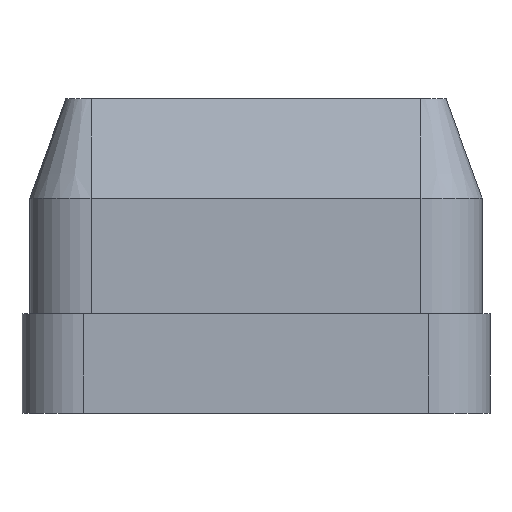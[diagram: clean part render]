
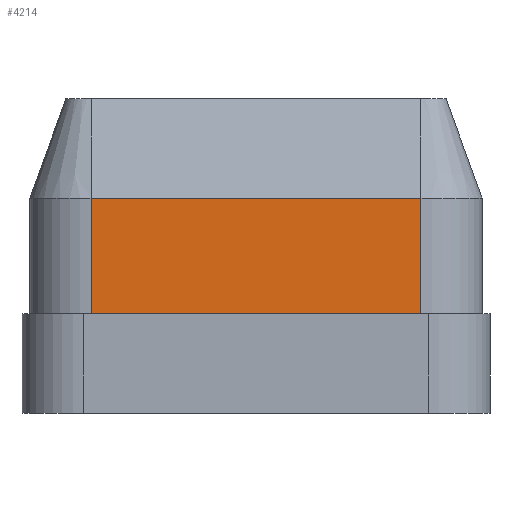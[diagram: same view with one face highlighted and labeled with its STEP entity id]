
A CAD part, front view. The second image highlights one B-rep face of the part: STEP entity #4214.
In plain terms, the highlighted planar face has unit normal (0, -1, 0).
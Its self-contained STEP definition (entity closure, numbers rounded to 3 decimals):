
#119 = VERTEX_POINT ( 'NONE', #4900 ) ;
#135 = CARTESIAN_POINT ( 'NONE',  ( -29.5, -72.5, 28. ) ) ;
#378 = VECTOR ( 'NONE', #4087, 1000. ) ;
#456 = VECTOR ( 'NONE', #2684, 1000. ) ;
#521 = DIRECTION ( 'NONE',  ( 1., 0., 0. ) ) ;
#880 = VERTEX_POINT ( 'NONE', #3476 ) ;
#925 = PLANE ( 'NONE',  #1750 ) ;
#976 = VECTOR ( 'NONE', #521, 1000. ) ;
#1136 = ORIENTED_EDGE ( 'NONE', *, *, #2555, .T. ) ;
#1250 = LINE ( 'NONE', #5018, #456 ) ;
#1360 = ORIENTED_EDGE ( 'NONE', *, *, #3082, .T. ) ;
#1418 = LINE ( 'NONE', #4857, #378 ) ;
#1492 = CARTESIAN_POINT ( 'NONE',  ( 21.5, -72.5, 28. ) ) ;
#1747 = DIRECTION ( 'NONE',  ( 0., 0., 1. ) ) ;
#1750 = AXIS2_PLACEMENT_3D ( 'NONE', #2920, #4103, #1747 ) ;
#1771 = VERTEX_POINT ( 'NONE', #1492 ) ;
#1780 = CARTESIAN_POINT ( 'NONE',  ( 21.5, -72.5, 28. ) ) ;
#1886 = CARTESIAN_POINT ( 'NONE',  ( -21.5, -72.5, 28. ) ) ;
#2163 = LINE ( 'NONE', #135, #976 ) ;
#2455 = EDGE_CURVE ( 'NONE', #3112, #1771, #2163, .T. ) ;
#2555 = EDGE_CURVE ( 'NONE', #119, #1771, #2600, .T. ) ;
#2600 = LINE ( 'NONE', #1780, #4675 ) ;
#2609 = EDGE_LOOP ( 'NONE', ( #1360, #1136, #3977, #3815 ) ) ;
#2684 = DIRECTION ( 'NONE',  ( 1., 0., 0. ) ) ;
#2920 = CARTESIAN_POINT ( 'NONE',  ( -29.5, -72.5, 28. ) ) ;
#3082 = EDGE_CURVE ( 'NONE', #880, #119, #1250, .T. ) ;
#3112 = VERTEX_POINT ( 'NONE', #1886 ) ;
#3476 = CARTESIAN_POINT ( 'NONE',  ( -21.5, -72.5, 13. ) ) ;
#3815 = ORIENTED_EDGE ( 'NONE', *, *, #4174, .T. ) ;
#3977 = ORIENTED_EDGE ( 'NONE', *, *, #2455, .F. ) ;
#4087 = DIRECTION ( 'NONE',  ( 0., 0., -1. ) ) ;
#4103 = DIRECTION ( 'NONE',  ( 0., 1., 0. ) ) ;
#4149 = DIRECTION ( 'NONE',  ( 0., 0., 1. ) ) ;
#4174 = EDGE_CURVE ( 'NONE', #3112, #880, #1418, .T. ) ;
#4214 = ADVANCED_FACE ( 'NONE', ( #4330 ), #925, .F. ) ;
#4330 = FACE_OUTER_BOUND ( 'NONE', #2609, .T. ) ;
#4675 = VECTOR ( 'NONE', #4149, 1000. ) ;
#4857 = CARTESIAN_POINT ( 'NONE',  ( -21.5, -72.5, 28. ) ) ;
#4900 = CARTESIAN_POINT ( 'NONE',  ( 21.5, -72.5, 13. ) ) ;
#5018 = CARTESIAN_POINT ( 'NONE',  ( -29.5, -72.5, 13. ) ) ;
